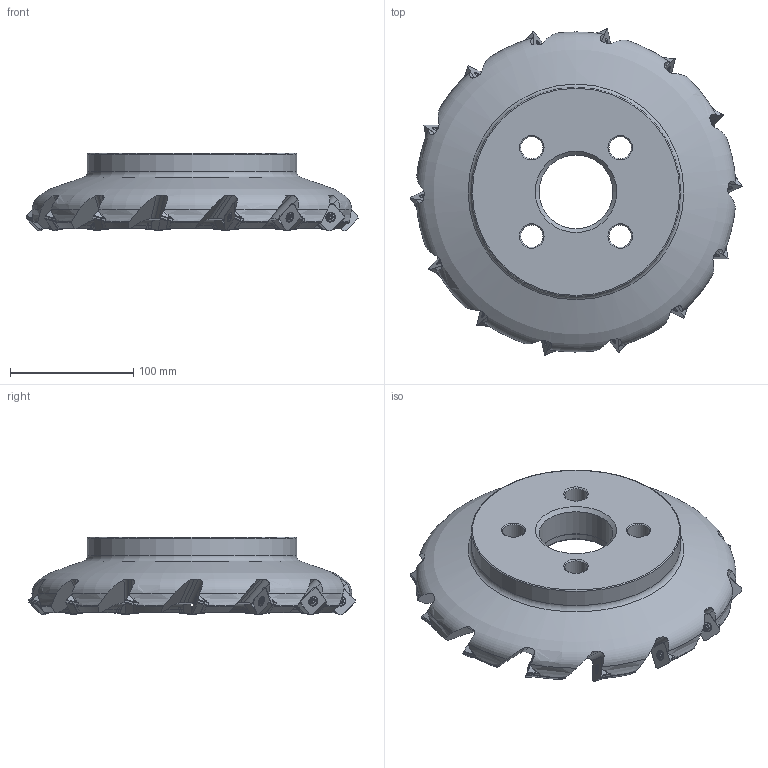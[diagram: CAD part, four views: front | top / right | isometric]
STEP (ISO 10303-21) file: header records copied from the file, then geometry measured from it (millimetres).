
FILE_DESCRIPTION(/* description */ (''),/* implementation_level */ '2;1');
FILE_NAME(/* name */ 'toolassembly_1.stp',/* time_stamp */ '2019-09-03T14:09:44+02:00',/* author */ (''),/* organization */ ('SMS'),/* preprocessor_version */ 'ST-DEVELOPER v16.7',/* originating_system */ 'SIEMENS PLM Software NX 12.0',/* authorisation */ '');
FILE_SCHEMA (('AUTOMOTIVE_DESIGN { 1 0 10303 214 3 1 1 1 }'));
Length unit declared in the file: millimetre
Products named in the file (4): CUT_20190903140850; NOCUT_20190903140759; ASSEMBLY_CONSTRUCTION; TOOLASSEMBLY_1
Assembly tree (16 placements, depth 2):
  TOOLASSEMBLY_1
    ASSEMBLY_CONSTRUCTION
    NOCUT_20190903140759
    CUT_20190903140850  x14
Bounding box: 269.69 x 265.07 x 63 mm (x, y, z)
Volume: 1577514.5 mm3; surface area: 163395.8 mm2
Topology: 15 solids, 15 shells, 1441 faces, 3856 edges, 2519 vertices
Faces by surface type: plane 507, cylinder 372, cone 192, torus 130, bspline 112, extrusion 112, sphere 14, revolution 2
Full cylindrical faces by diameter (mm): 4.5 x14, 5.7 x14, 7.15 x14, 8.103 x14, 18 x4, 60.015 x1, 60.3 x1, 128.5 x1, 170 x1
Entity records: 37758 total; most frequent: CARTESIAN_POINT 14683, ORIENTED_EDGE 4956, DIRECTION 4400, EDGE_CURVE 2478, AXIS2_PLACEMENT_3D 1858, VERTEX_POINT 1642, EDGE_LOOP 1130, ADVANCED_FACE 986
